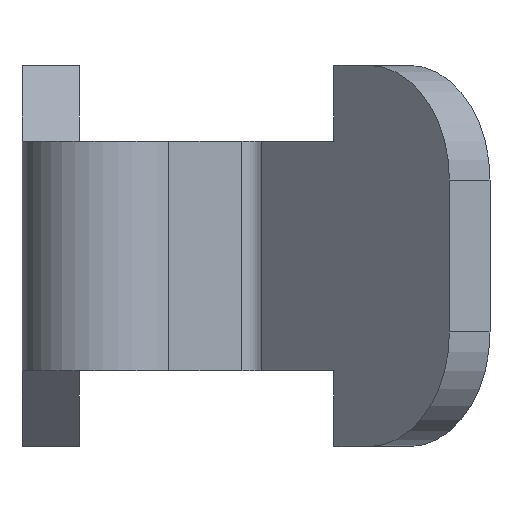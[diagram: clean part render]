
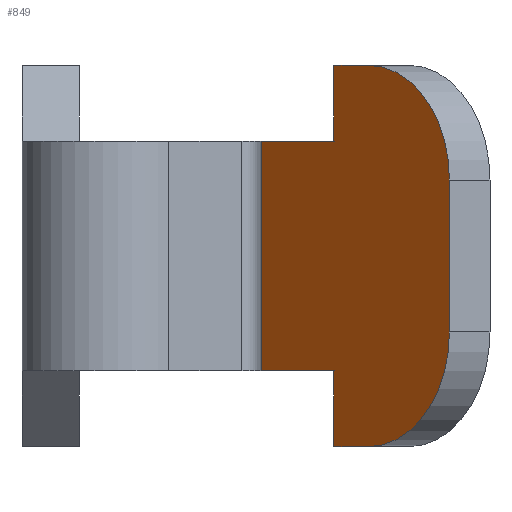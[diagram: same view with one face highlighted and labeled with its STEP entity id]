
A CAD part, left-side view. The second image highlights one B-rep face of the part: STEP entity #849.
In plain terms, the highlighted planar face has unit normal (-0.707, 0.707, 0).
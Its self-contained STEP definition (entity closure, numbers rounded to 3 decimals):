
#9=CARTESIAN_POINT('',(-8.296,-8.354,-4.));
#10=VERTEX_POINT('',#9);
#18=CARTESIAN_POINT('',(-8.296,-8.354,4.));
#19=VERTEX_POINT('',#18);
#20=CARTESIAN_POINT('',(-8.296,-8.354,-4.));
#21=DIRECTION('',(0.0,0.0,1.0));
#22=VECTOR('',#21,8.);
#23=LINE('',#20,#22);
#24=EDGE_CURVE('',#10,#19,#23,.T.);
#769=CARTESIAN_POINT('',(-14.852,-14.909,-6.65));
#770=DIRECTION('',(0.707,-0.707,0.0));
#771=DIRECTION('',(0.707,0.707,0.0));
#772=AXIS2_PLACEMENT_3D('',#769,#770,#771);
#773=PLANE('',#772);
#774=CARTESIAN_POINT('',(-14.852,-14.909,2.65));
#775=VERTEX_POINT('',#774);
#776=CARTESIAN_POINT('',(-12.023,-12.081,6.65));
#777=VERTEX_POINT('',#776);
#778=CARTESIAN_POINT('',(-12.023,-12.081,2.65));
#779=DIRECTION('',(-0.707,0.707,0.0));
#780=DIRECTION('',(-0.707,-0.707,0.0));
#781=AXIS2_PLACEMENT_3D('',#778,#779,#780);
#782=CIRCLE('',#781,4.);
#783=EDGE_CURVE('',#775,#777,#782,.T.);
#784=ORIENTED_EDGE('',*,*,#783,.T.);
#785=CARTESIAN_POINT('',(-10.821,-10.879,6.65));
#786=VERTEX_POINT('',#785);
#787=CARTESIAN_POINT('',(-12.023,-12.081,6.65));
#788=DIRECTION('',(0.707,0.707,0.0));
#789=VECTOR('',#788,1.7);
#790=LINE('',#787,#789);
#791=EDGE_CURVE('',#777,#786,#790,.T.);
#792=ORIENTED_EDGE('',*,*,#791,.T.);
#793=CARTESIAN_POINT('',(-10.821,-10.879,4.));
#794=VERTEX_POINT('',#793);
#795=CARTESIAN_POINT('',(-10.821,-10.879,6.65));
#796=DIRECTION('',(0.,0.,-1.0));
#797=VECTOR('',#796,2.65);
#798=LINE('',#795,#797);
#799=EDGE_CURVE('',#786,#794,#798,.T.);
#800=ORIENTED_EDGE('',*,*,#799,.T.);
#801=CARTESIAN_POINT('',(-8.296,-8.354,4.));
#802=DIRECTION('',(-0.707,-0.707,0.));
#803=VECTOR('',#802,3.571);
#804=LINE('',#801,#803);
#805=EDGE_CURVE('',#19,#794,#804,.T.);
#806=ORIENTED_EDGE('',*,*,#805,.F.);
#807=ORIENTED_EDGE('',*,*,#24,.F.);
#808=CARTESIAN_POINT('',(-10.821,-10.879,-4.));
#809=VERTEX_POINT('',#808);
#810=CARTESIAN_POINT('',(-8.296,-8.354,-4.));
#811=DIRECTION('',(-0.707,-0.707,0.));
#812=VECTOR('',#811,3.571);
#813=LINE('',#810,#812);
#814=EDGE_CURVE('',#10,#809,#813,.T.);
#815=ORIENTED_EDGE('',*,*,#814,.T.);
#816=CARTESIAN_POINT('',(-10.821,-10.879,-6.65));
#817=VERTEX_POINT('',#816);
#818=CARTESIAN_POINT('',(-10.821,-10.879,-6.65));
#819=DIRECTION('',(0.,0.0,1.0));
#820=VECTOR('',#819,2.65);
#821=LINE('',#818,#820);
#822=EDGE_CURVE('',#817,#809,#821,.T.);
#823=ORIENTED_EDGE('',*,*,#822,.F.);
#824=CARTESIAN_POINT('',(-12.023,-12.081,-6.65));
#825=VERTEX_POINT('',#824);
#826=CARTESIAN_POINT('',(-12.023,-12.081,-6.65));
#827=DIRECTION('',(0.707,0.707,0.0));
#828=VECTOR('',#827,1.7);
#829=LINE('',#826,#828);
#830=EDGE_CURVE('',#825,#817,#829,.T.);
#831=ORIENTED_EDGE('',*,*,#830,.F.);
#832=CARTESIAN_POINT('',(-14.852,-14.909,-2.65));
#833=VERTEX_POINT('',#832);
#834=CARTESIAN_POINT('',(-12.023,-12.081,-2.65));
#835=DIRECTION('',(0.707,-0.707,0.0));
#836=DIRECTION('',(-0.707,-0.707,0.0));
#837=AXIS2_PLACEMENT_3D('',#834,#835,#836);
#838=CIRCLE('',#837,4.);
#839=EDGE_CURVE('',#833,#825,#838,.T.);
#840=ORIENTED_EDGE('',*,*,#839,.F.);
#841=CARTESIAN_POINT('',(-14.852,-14.909,-2.65));
#842=DIRECTION('',(0.0,0.0,1.0));
#843=VECTOR('',#842,5.3);
#844=LINE('',#841,#843);
#845=EDGE_CURVE('',#833,#775,#844,.T.);
#846=ORIENTED_EDGE('',*,*,#845,.T.);
#847=EDGE_LOOP('',(#784,#792,#800,#806,#807,#815,#823,#831,#840,#846));
#848=FACE_OUTER_BOUND('',#847,.T.);
#849=ADVANCED_FACE('',(#848),#773,.F.);
